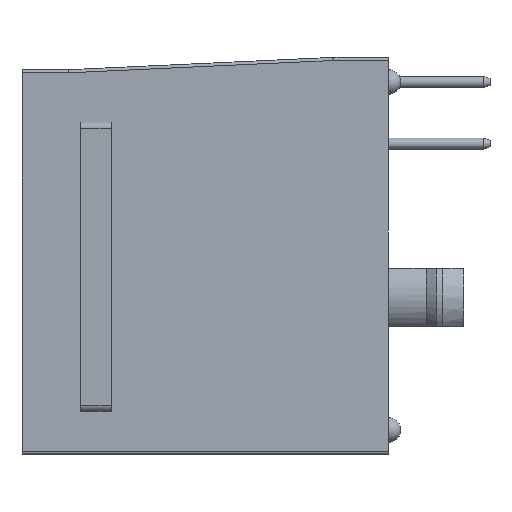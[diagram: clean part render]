
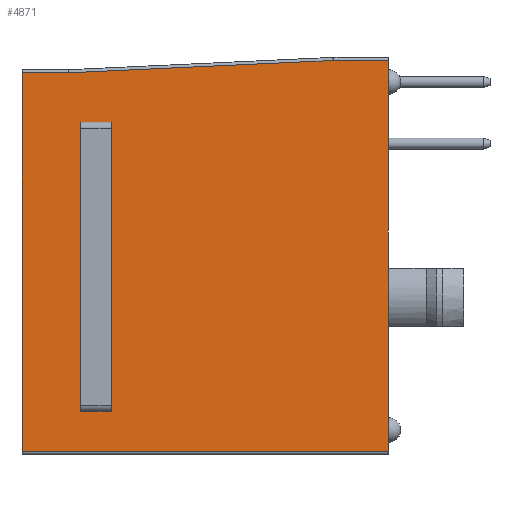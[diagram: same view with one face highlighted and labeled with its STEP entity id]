
A CAD part, left-side view. The second image highlights one B-rep face of the part: STEP entity #4871.
In plain terms, the highlighted planar face has unit normal (-1, 0, 0).
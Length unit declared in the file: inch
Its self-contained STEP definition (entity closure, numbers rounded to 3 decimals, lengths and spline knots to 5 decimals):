
#86 = VECTOR ( 'NONE', #3397, 39.37008 ) ;
#224 = ORIENTED_EDGE ( 'NONE', *, *, #1297, .T. ) ;
#226 = DIRECTION ( 'NONE',  ( 0., 1., 0. ) ) ;
#230 = VERTEX_POINT ( 'NONE', #602 ) ;
#308 = VERTEX_POINT ( 'NONE', #3755 ) ;
#314 = FACE_BOUND ( 'NONE', #4055, .T. ) ;
#328 = ORIENTED_EDGE ( 'NONE', *, *, #4883, .T. ) ;
#354 = VECTOR ( 'NONE', #4877, 39.37008 ) ;
#390 = VERTEX_POINT ( 'NONE', #1861 ) ;
#414 = CARTESIAN_POINT ( 'NONE',  ( -0.26, 0.02, 0.385 ) ) ;
#508 = ORIENTED_EDGE ( 'NONE', *, *, #2278, .F. ) ;
#535 = CARTESIAN_POINT ( 'NONE',  ( -0.26, 0.47, 0.285 ) ) ;
#569 = VERTEX_POINT ( 'NONE', #4756 ) ;
#594 = VECTOR ( 'NONE', #226, 39.37008 ) ;
#602 = CARTESIAN_POINT ( 'NONE',  ( -0.26, 0.615, -0.25 ) ) ;
#635 = VECTOR ( 'NONE', #2355, 39.37008 ) ;
#711 = VECTOR ( 'NONE', #2319, 39.37008 ) ;
#838 = LINE ( 'NONE', #3340, #1767 ) ;
#908 = CARTESIAN_POINT ( 'NONE',  ( -0.26, 0.02, -0.185 ) ) ;
#986 = CARTESIAN_POINT ( 'NONE',  ( -0.26, 0.52, 0.285 ) ) ;
#1240 = LINE ( 'NONE', #2248, #1739 ) ;
#1272 = LINE ( 'NONE', #908, #354 ) ;
#1297 = EDGE_CURVE ( 'NONE', #4864, #2242, #1272, .T. ) ;
#1326 = CARTESIAN_POINT ( 'NONE',  ( -0.26, 0.02, 0.285 ) ) ;
#1343 = CARTESIAN_POINT ( 'NONE',  ( -0.26, 0.615, 0. ) ) ;
#1370 = DIRECTION ( 'NONE',  ( 0., 0., -1. ) ) ;
#1562 = LINE ( 'NONE', #1343, #86 ) ;
#1629 = VERTEX_POINT ( 'NONE', #1696 ) ;
#1696 = CARTESIAN_POINT ( 'NONE',  ( -0.26, 0.02, 0.00548 ) ) ;
#1739 = VECTOR ( 'NONE', #3403, 39.37008 ) ;
#1767 = VECTOR ( 'NONE', #1370, 39.37008 ) ;
#1843 = DIRECTION ( 'NONE',  ( 1., 0., 0. ) ) ;
#1861 = CARTESIAN_POINT ( 'NONE',  ( -0.26, 0.615, 0.365 ) ) ;
#1983 = DIRECTION ( 'NONE',  ( 0., -1., 0. ) ) ;
#1994 = CARTESIAN_POINT ( 'NONE',  ( -0.26, 0.02, -0.185 ) ) ;
#2149 = CARTESIAN_POINT ( 'NONE',  ( -0.26, 0.10988, 0.385 ) ) ;
#2242 = VERTEX_POINT ( 'NONE', #2975 ) ;
#2248 = CARTESIAN_POINT ( 'NONE',  ( -0.26, 0.47, -0.255 ) ) ;
#2274 = ORIENTED_EDGE ( 'NONE', *, *, #3986, .T. ) ;
#2278 = EDGE_CURVE ( 'NONE', #569, #3861, #838, .T. ) ;
#2319 = DIRECTION ( 'NONE',  ( 0., 0., 1. ) ) ;
#2355 = DIRECTION ( 'NONE',  ( 0., 1., 0. ) ) ;
#2392 = ORIENTED_EDGE ( 'NONE', *, *, #5151, .T. ) ;
#2449 = CARTESIAN_POINT ( 'NONE',  ( -0.26, 0.02, -0.25 ) ) ;
#2460 = EDGE_CURVE ( 'NONE', #3690, #390, #3080, .T. ) ;
#2495 = DIRECTION ( 'NONE',  ( 0., 0.999, -0.046 ) ) ;
#2509 = DIRECTION ( 'NONE',  ( 0., 0., -1. ) ) ;
#2518 = ORIENTED_EDGE ( 'NONE', *, *, #4251, .T. ) ;
#2572 = VECTOR ( 'NONE', #2495, 39.37008 ) ;
#2621 = DIRECTION ( 'NONE',  ( 0., 0., -1. ) ) ;
#2635 = LINE ( 'NONE', #4405, #2572 ) ;
#2667 = CARTESIAN_POINT ( 'NONE',  ( -0.26, 0.53988, 0.365 ) ) ;
#2751 = ORIENTED_EDGE ( 'NONE', *, *, #2921, .T. ) ;
#2832 = ORIENTED_EDGE ( 'NONE', *, *, #3048, .T. ) ;
#2840 = ORIENTED_EDGE ( 'NONE', *, *, #3187, .F. ) ;
#2877 = VERTEX_POINT ( 'NONE', #986 ) ;
#2886 = LINE ( 'NONE', #1994, #3808 ) ;
#2921 = EDGE_CURVE ( 'NONE', #390, #230, #1562, .T. ) ;
#2975 = CARTESIAN_POINT ( 'NONE',  ( -0.26, 0.52, -0.185 ) ) ;
#3048 = EDGE_CURVE ( 'NONE', #308, #3954, #3320, .T. ) ;
#3057 = CARTESIAN_POINT ( 'NONE',  ( -0.26, 0.52, 0.39 ) ) ;
#3078 = CARTESIAN_POINT ( 'NONE',  ( -0.26, 0.02, -0.185 ) ) ;
#3080 = LINE ( 'NONE', #4630, #594 ) ;
#3121 = FACE_OUTER_BOUND ( 'NONE', #4375, .T. ) ;
#3187 = EDGE_CURVE ( 'NONE', #1629, #569, #3977, .T. ) ;
#3298 = ORIENTED_EDGE ( 'NONE', *, *, #2460, .T. ) ;
#3320 = LINE ( 'NONE', #414, #3814 ) ;
#3340 = CARTESIAN_POINT ( 'NONE',  ( -0.26, 0.02, -0.185 ) ) ;
#3397 = DIRECTION ( 'NONE',  ( 0., 0., -1. ) ) ;
#3403 = DIRECTION ( 'NONE',  ( 0., 0., -1. ) ) ;
#3413 = VECTOR ( 'NONE', #1983, 39.37008 ) ;
#3556 = ORIENTED_EDGE ( 'NONE', *, *, #4425, .F. ) ;
#3690 = VERTEX_POINT ( 'NONE', #2667 ) ;
#3755 = CARTESIAN_POINT ( 'NONE',  ( -0.26, 0.02, 0.385 ) ) ;
#3808 = VECTOR ( 'NONE', #4010, 39.37008 ) ;
#3814 = VECTOR ( 'NONE', #4345, 39.37008 ) ;
#3861 = VERTEX_POINT ( 'NONE', #4202 ) ;
#3892 = LINE ( 'NONE', #3057, #711 ) ;
#3954 = VERTEX_POINT ( 'NONE', #2149 ) ;
#3977 = LINE ( 'NONE', #4891, #4897 ) ;
#3986 = EDGE_CURVE ( 'NONE', #2242, #2877, #3892, .T. ) ;
#4010 = DIRECTION ( 'NONE',  ( 0., 0., -1. ) ) ;
#4055 = EDGE_LOOP ( 'NONE', ( #2274, #3556, #328, #224 ) ) ;
#4141 = VERTEX_POINT ( 'NONE', #535 ) ;
#4167 = LINE ( 'NONE', #2449, #3413 ) ;
#4202 = CARTESIAN_POINT ( 'NONE',  ( -0.26, 0.02, -0.25 ) ) ;
#4251 = EDGE_CURVE ( 'NONE', #3954, #3690, #2635, .T. ) ;
#4345 = DIRECTION ( 'NONE',  ( 0., 1., 0. ) ) ;
#4375 = EDGE_LOOP ( 'NONE', ( #2751, #2392, #508, #2840, #4627, #2832, #2518, #3298 ) ) ;
#4405 = CARTESIAN_POINT ( 'NONE',  ( -0.26, 0.04665, 0.38794 ) ) ;
#4425 = EDGE_CURVE ( 'NONE', #4141, #2877, #5111, .T. ) ;
#4492 = CARTESIAN_POINT ( 'NONE',  ( -0.26, 0.47, -0.185 ) ) ;
#4513 = EDGE_CURVE ( 'NONE', #308, #1629, #2886, .T. ) ;
#4627 = ORIENTED_EDGE ( 'NONE', *, *, #4513, .F. ) ;
#4630 = CARTESIAN_POINT ( 'NONE',  ( -0.26, 0.02, 0.365 ) ) ;
#4756 = CARTESIAN_POINT ( 'NONE',  ( -0.26, 0.02, -0.00548 ) ) ;
#4864 = VERTEX_POINT ( 'NONE', #4492 ) ;
#4871 = ADVANCED_FACE ( 'NONE', ( #314, #3121 ), #4972, .F. ) ;
#4877 = DIRECTION ( 'NONE',  ( 0., 1., 0. ) ) ;
#4883 = EDGE_CURVE ( 'NONE', #4141, #4864, #1240, .T. ) ;
#4891 = CARTESIAN_POINT ( 'NONE',  ( -0.26, 0.02, -0.185 ) ) ;
#4897 = VECTOR ( 'NONE', #2509, 39.37008 ) ;
#4937 = AXIS2_PLACEMENT_3D ( 'NONE', #3078, #1843, #2621 ) ;
#4972 = PLANE ( 'NONE',  #4937 ) ;
#5111 = LINE ( 'NONE', #1326, #635 ) ;
#5151 = EDGE_CURVE ( 'NONE', #230, #3861, #4167, .T. ) ;
